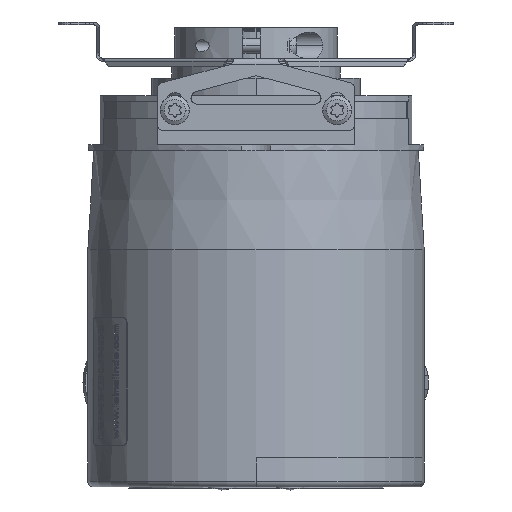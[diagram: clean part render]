
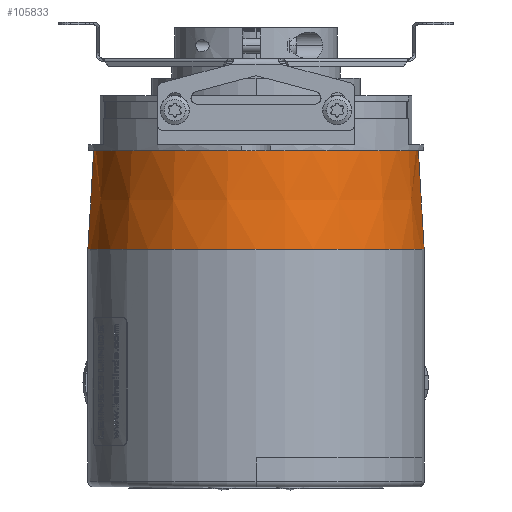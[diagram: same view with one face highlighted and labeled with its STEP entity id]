
A CAD part, front view. The second image highlights one B-rep face of the part: STEP entity #105833.
In plain terms, the highlighted conical face has half-angle 3.366 degrees and reference radius 28.5 mm.
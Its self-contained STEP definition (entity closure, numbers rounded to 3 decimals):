
#10314=CARTESIAN_POINT('',(0.,0.,3.8));
#10315=DIRECTION('',(0.,0.,-1.));
#10316=DIRECTION('',(1.,0.,0.));
#10317=AXIS2_PLACEMENT_3D('',#10314,#10315,#10316);
#10319=CARTESIAN_POINT('',(0.,0.,3.8));
#10320=DIRECTION('',(0.,0.,-1.));
#10321=DIRECTION('',(0.,-1.,0.));
#10322=AXIS2_PLACEMENT_3D('',#10319,#10320,#10321);
#10324=DIRECTION('',(-0.059,0.,0.998));
#10325=VECTOR('',#10324,17.029);
#10326=CARTESIAN_POINT('',(29.,0.,-13.2));
#10327=LINE('',#10326,#10325);
#10328=CARTESIAN_POINT('',(0.,0.,-13.2));
#10329=DIRECTION('',(0.,0.,1.));
#10330=DIRECTION('',(-1.,0.,0.));
#10331=AXIS2_PLACEMENT_3D('',#10328,#10329,#10330);
#10333=DIRECTION('',(0.059,0.,0.998));
#10334=VECTOR('',#10333,17.029);
#10335=CARTESIAN_POINT('',(-29.,0.,-13.2));
#10336=LINE('',#10335,#10334);
#91868=CARTESIAN_POINT('',(-29.,0.,-13.2));
#91869=CARTESIAN_POINT('',(29.,0.,-13.2));
#91870=VERTEX_POINT('',#91868);
#91871=VERTEX_POINT('',#91869);
#92070=CARTESIAN_POINT('',(-28.,0.,3.8));
#92071=CARTESIAN_POINT('',(28.,0.,3.8));
#92072=VERTEX_POINT('',#92070);
#92073=VERTEX_POINT('',#92071);
#92074=CARTESIAN_POINT('',(0.,-28.,3.8));
#92075=VERTEX_POINT('',#92074);
#105821=CARTESIAN_POINT('',(0.,0.,-4.7));
#105822=DIRECTION('',(0.,0.,-1.));
#105823=DIRECTION('',(1.,0.,0.));
#105824=AXIS2_PLACEMENT_3D('',#105821,#105822,#105823);
#105825=CONICAL_SURFACE('',#105824,28.5,3.366);
#105826=ORIENTED_EDGE('',*,*,#105808,.F.);
#105827=ORIENTED_EDGE('',*,*,#105797,.F.);
#105828=ORIENTED_EDGE('',*,*,#103525,.F.);
#105829=ORIENTED_EDGE('',*,*,#105794,.T.);
#105830=ORIENTED_EDGE('',*,*,#105816,.F.);
#105831=EDGE_LOOP('',(#105826,#105827,#105828,#105829,#105830));
#105832=FACE_OUTER_BOUND('',#105831,.F.);
#10318=CIRCLE('',#10317,28.);
#10323=CIRCLE('',#10322,28.);
#10332=CIRCLE('',#10331,29.);
#103525=EDGE_CURVE('',#91870,#91871,#10332,.T.);
#105794=EDGE_CURVE('',#91870,#92072,#10336,.T.);
#105797=EDGE_CURVE('',#91871,#92073,#10327,.T.);
#105808=EDGE_CURVE('',#92073,#92075,#10318,.T.);
#105816=EDGE_CURVE('',#92075,#92072,#10323,.T.);
#105833=ADVANCED_FACE('',(#105832),#105825,.T.);
